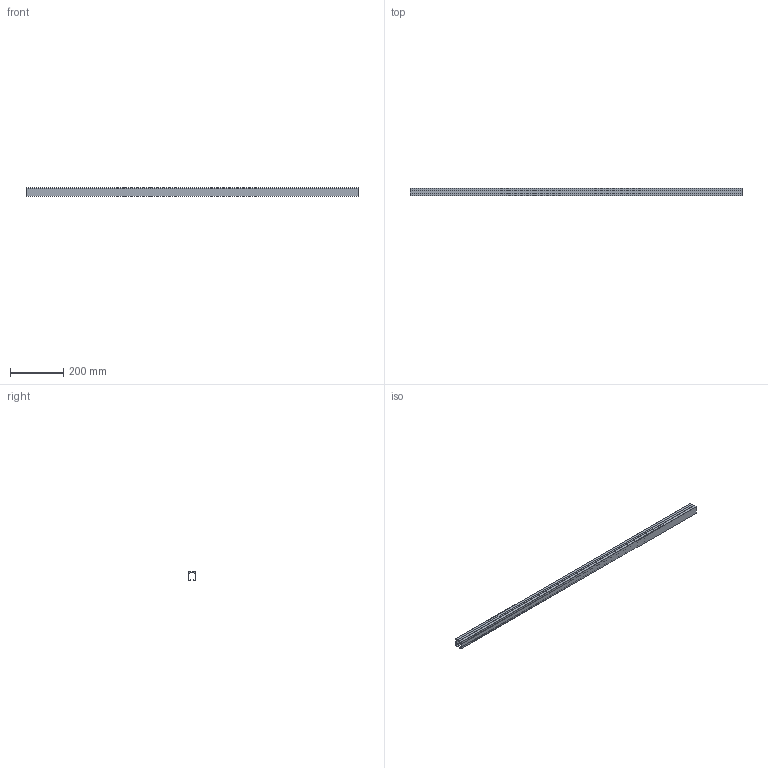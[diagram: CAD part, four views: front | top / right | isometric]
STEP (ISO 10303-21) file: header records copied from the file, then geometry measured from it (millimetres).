
FILE_DESCRIPTION(/* description */ (''),/* implementation_level */ '2;1');
FILE_NAME(/* name */ '10-830-0-1250MM.stp',/* time_stamp */ '2024-11-12T15:35:26-05:00',/* author */ ('esanner'),/* organization */ (''),/* preprocessor_version */ 'ST-DEVELOPER v19',/* originating_system */ 'AutoCAD Mechanical',/* authorisation */ '');
FILE_SCHEMA (('AUTOMOTIVE_DESIGN { 1 0 10303 214 3 1 1 }'));
Length unit declared in the file: millimetre
Products named in the file (1): Product
Bounding box: 1250 x 30 x 33 mm (x, y, z)
Volume: 354772.6 mm3; surface area: 253499.3 mm2
Topology: 1 solids, 1 shells, 39 faces, 111 edges, 74 vertices
Faces by surface type: plane 35, cylinder 4
Entity records: 1276 total; most frequent: CARTESIAN_POINT 225, ORIENTED_EDGE 222, DIRECTION 199, EDGE_CURVE 111, LINE 103, VECTOR 103, VERTEX_POINT 74, AXIS2_PLACEMENT_3D 48
